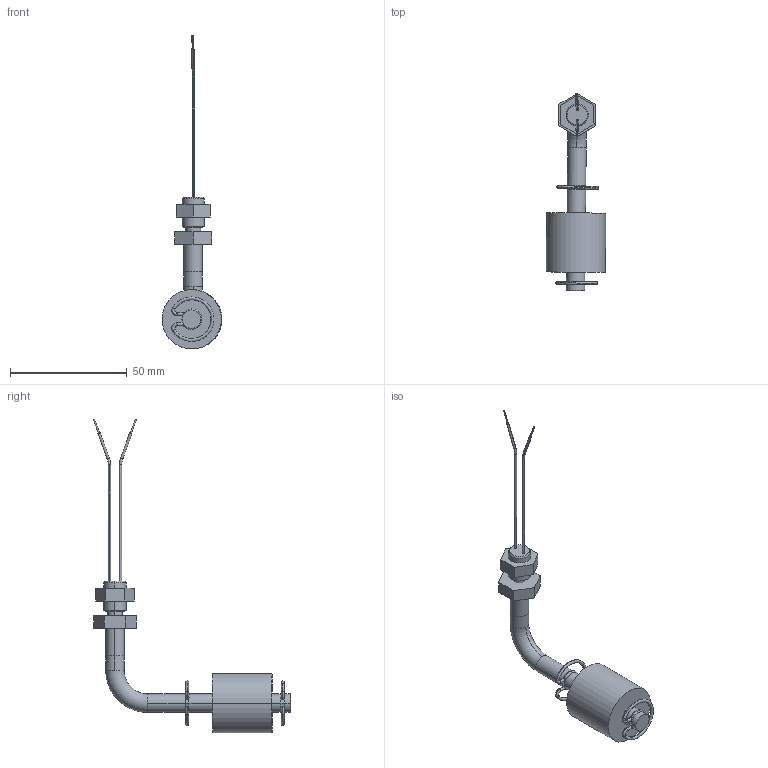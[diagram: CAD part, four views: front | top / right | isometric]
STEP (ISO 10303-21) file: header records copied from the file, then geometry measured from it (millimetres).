
FILE_DESCRIPTION (( 'STEP AP214' ), '1' );
FILE_NAME ('FLS-BM-100.STEP', '2014-01-31T18:31:20', ( '' ), ( '' ), 'SwSTEP 2.0', 'SolidWorks 2013', '' );
FILE_SCHEMA (( 'AUTOMOTIVE_DESIGN' ));
Length unit declared in the file: inch
Products named in the file (1): FLS-BM-100
Bounding box: 25.64 x 84.43 x 134.35 mm (x, y, z)
Volume: 19593.7 mm3; surface area: 9188.6 mm2
Topology: 8 solids, 8 shells, 128 faces, 268 edges, 166 vertices
Faces by surface type: plane 42, bspline 40, cylinder 36, torus 6, cone 4
Entity records: 4071 total; most frequent: CARTESIAN_POINT 1263, DIRECTION 586, ORIENTED_EDGE 536, EDGE_CURVE 268, AXIS2_PLACEMENT_3D 249, VERTEX_POINT 166, CIRCLE 160, EDGE_LOOP 140
